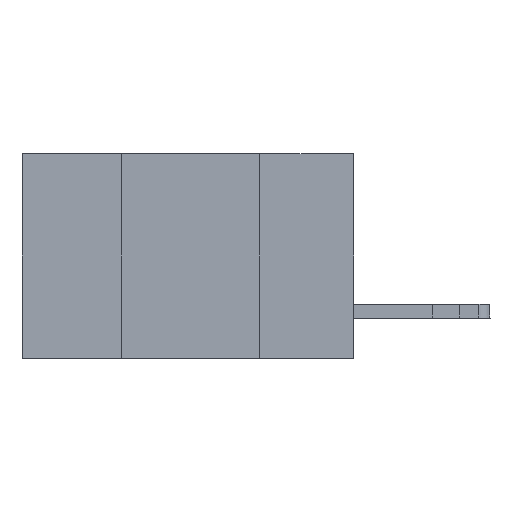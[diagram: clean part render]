
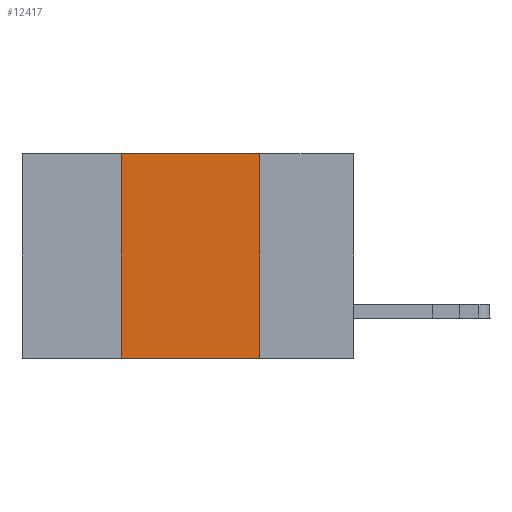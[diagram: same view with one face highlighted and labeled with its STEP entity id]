
A CAD part, left-side view. The second image highlights one B-rep face of the part: STEP entity #12417.
In plain terms, the highlighted planar face has unit normal (-1, 0, 0).
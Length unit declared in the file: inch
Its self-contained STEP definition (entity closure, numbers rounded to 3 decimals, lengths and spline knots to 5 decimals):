
#170 = DIRECTION ( 'NONE',  ( 0., -1., 0. ) ) ;
#531 = VERTEX_POINT ( 'NONE', #11418 ) ;
#1249 = VERTEX_POINT ( 'NONE', #16429 ) ;
#1770 = FACE_OUTER_BOUND ( 'NONE', #6790, .T. ) ;
#1994 = CARTESIAN_POINT ( 'NONE',  ( 0., 0.42, -0.37 ) ) ;
#3164 = EDGE_CURVE ( 'NONE', #1249, #9427, #16105, .T. ) ;
#3222 = VECTOR ( 'NONE', #4691, 39.37008 ) ;
#4691 = DIRECTION ( 'NONE',  ( 0., -1., 0. ) ) ;
#4915 = CARTESIAN_POINT ( 'NONE',  ( 0., 0.6, 0. ) ) ;
#6686 = DIRECTION ( 'NONE',  ( 0., 0., 1. ) ) ;
#6790 = EDGE_LOOP ( 'NONE', ( #17704, #8602, #8209, #15377 ) ) ;
#8050 = LINE ( 'NONE', #4915, #12003 ) ;
#8104 = DIRECTION ( 'NONE',  ( 1., 0., 0. ) ) ;
#8209 = ORIENTED_EDGE ( 'NONE', *, *, #8730, .F. ) ;
#8224 = AXIS2_PLACEMENT_3D ( 'NONE', #12424, #8104, #18793 ) ;
#8418 = VECTOR ( 'NONE', #11224, 39.37008 ) ;
#8451 = CARTESIAN_POINT ( 'NONE',  ( 0., 0.17, 0. ) ) ;
#8602 = ORIENTED_EDGE ( 'NONE', *, *, #9895, .F. ) ;
#8730 = EDGE_CURVE ( 'NONE', #17682, #531, #14555, .T. ) ;
#9427 = VERTEX_POINT ( 'NONE', #9726 ) ;
#9726 = CARTESIAN_POINT ( 'NONE',  ( 0., 0.17, -0.37 ) ) ;
#9895 = EDGE_CURVE ( 'NONE', #531, #1249, #8050, .T. ) ;
#10273 = EDGE_CURVE ( 'NONE', #17682, #9427, #17458, .T. ) ;
#11224 = DIRECTION ( 'NONE',  ( 0., 0., -1. ) ) ;
#11238 = CARTESIAN_POINT ( 'NONE',  ( 0., 0.42, 0. ) ) ;
#11418 = CARTESIAN_POINT ( 'NONE',  ( 0., 0.42, 0. ) ) ;
#12003 = VECTOR ( 'NONE', #170, 39.37008 ) ;
#12064 = VECTOR ( 'NONE', #6686, 39.37008 ) ;
#12417 = ADVANCED_FACE ( 'NONE', ( #1770 ), #20348, .F. ) ;
#12424 = CARTESIAN_POINT ( 'NONE',  ( 0., 0.6, 0. ) ) ;
#12559 = CARTESIAN_POINT ( 'NONE',  ( 0., 0.6, -0.37 ) ) ;
#14555 = LINE ( 'NONE', #11238, #12064 ) ;
#15377 = ORIENTED_EDGE ( 'NONE', *, *, #10273, .T. ) ;
#16105 = LINE ( 'NONE', #8451, #8418 ) ;
#16429 = CARTESIAN_POINT ( 'NONE',  ( 0., 0.17, 0. ) ) ;
#17458 = LINE ( 'NONE', #12559, #3222 ) ;
#17682 = VERTEX_POINT ( 'NONE', #1994 ) ;
#17704 = ORIENTED_EDGE ( 'NONE', *, *, #3164, .F. ) ;
#18793 = DIRECTION ( 'NONE',  ( 0., 0., -1. ) ) ;
#20348 = PLANE ( 'NONE',  #8224 ) ;
